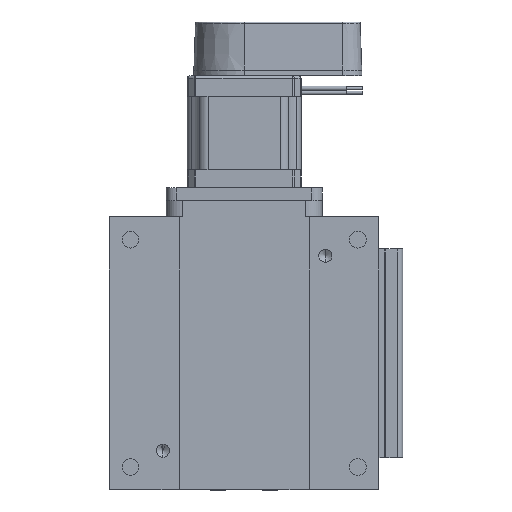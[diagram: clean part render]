
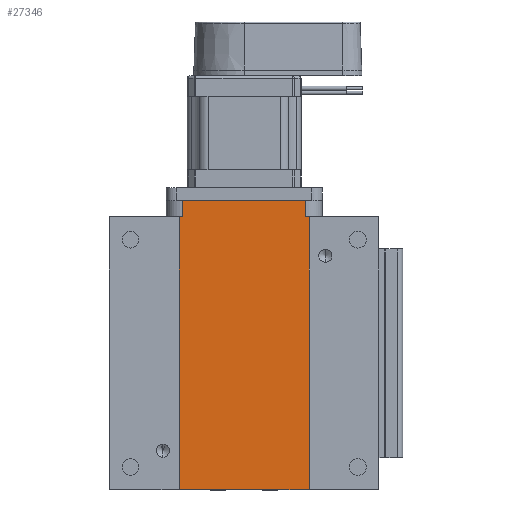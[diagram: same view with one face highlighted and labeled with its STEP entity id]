
A CAD part, front view. The second image highlights one B-rep face of the part: STEP entity #27346.
In plain terms, the highlighted planar face has unit normal (0, -1, 0).
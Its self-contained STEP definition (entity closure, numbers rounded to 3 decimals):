
#184 = ORIENTED_EDGE ( 'NONE', *, *, #32736, .F. ) ;
#974 = DIRECTION ( 'NONE',  ( 0., 0., -1. ) ) ;
#1188 = DIRECTION ( 'NONE',  ( 0., 0., -1. ) ) ;
#1896 = EDGE_CURVE ( 'NONE', #49048, #46594, #29633, .T. ) ;
#2217 = VERTEX_POINT ( 'NONE', #8761 ) ;
#2345 = DIRECTION ( 'NONE',  ( 0., 0., -1. ) ) ;
#2753 = ORIENTED_EDGE ( 'NONE', *, *, #1896, .T. ) ;
#5165 = DIRECTION ( 'NONE',  ( 1., 0., 0. ) ) ;
#6011 = DIRECTION ( 'NONE',  ( 1., 0., 0. ) ) ;
#6055 = DIRECTION ( 'NONE',  ( 1., 0., 0. ) ) ;
#7853 = DIRECTION ( 'NONE',  ( -1., 0., 0. ) ) ;
#8761 = CARTESIAN_POINT ( 'NONE',  ( 19., 0.25, 47. ) ) ;
#9251 = CARTESIAN_POINT ( 'NONE',  ( 19., 0.25, 42. ) ) ;
#9923 = LINE ( 'NONE', #29164, #10128 ) ;
#10128 = VECTOR ( 'NONE', #5165, 1000. ) ;
#11493 = VECTOR ( 'NONE', #6011, 1000. ) ;
#11792 = ORIENTED_EDGE ( 'NONE', *, *, #51614, .F. ) ;
#15174 = CARTESIAN_POINT ( 'NONE',  ( -19., 0.25, 47. ) ) ;
#16915 = CARTESIAN_POINT ( 'NONE',  ( 20., 0.25, 27.121 ) ) ;
#17248 = DIRECTION ( 'NONE',  ( 0., 0., -1. ) ) ;
#17922 = EDGE_CURVE ( 'NONE', #26157, #51235, #24980, .T. ) ;
#18908 = CARTESIAN_POINT ( 'NONE',  ( -20., 0.25, 42. ) ) ;
#19612 = LINE ( 'NONE', #15174, #11493 ) ;
#20168 = CARTESIAN_POINT ( 'NONE',  ( -19., 0.25, 42. ) ) ;
#22440 = ORIENTED_EDGE ( 'NONE', *, *, #17922, .F. ) ;
#23512 = VECTOR ( 'NONE', #6055, 1000. ) ;
#24282 = ORIENTED_EDGE ( 'NONE', *, *, #41989, .F. ) ;
#24980 = LINE ( 'NONE', #44354, #43033 ) ;
#25165 = VECTOR ( 'NONE', #7853, 1000. ) ;
#25753 = LINE ( 'NONE', #46422, #50666 ) ;
#26157 = VERTEX_POINT ( 'NONE', #60847 ) ;
#27346 = ADVANCED_FACE ( 'NONE', ( #47000 ), #46064, .T. ) ;
#28241 = CARTESIAN_POINT ( 'NONE',  ( 20., 0.25, -42. ) ) ;
#29164 = CARTESIAN_POINT ( 'NONE',  ( 20., 0.25, 42. ) ) ;
#29633 = LINE ( 'NONE', #30248, #47017 ) ;
#30053 = CARTESIAN_POINT ( 'NONE',  ( 20., 0.25, 42. ) ) ;
#30248 = CARTESIAN_POINT ( 'NONE',  ( -20., 0.25, 27.121 ) ) ;
#31451 = ORIENTED_EDGE ( 'NONE', *, *, #44147, .T. ) ;
#31754 = DIRECTION ( 'NONE',  ( 0., 0., -1. ) ) ;
#32736 = EDGE_CURVE ( 'NONE', #2217, #35665, #25753, .T. ) ;
#35108 = AXIS2_PLACEMENT_3D ( 'NONE', #16915, #42228, #2345 ) ;
#35665 = VERTEX_POINT ( 'NONE', #9251 ) ;
#35938 = EDGE_CURVE ( 'NONE', #35665, #26157, #36403, .T. ) ;
#36403 = LINE ( 'NONE', #30053, #23512 ) ;
#40419 = EDGE_LOOP ( 'NONE', ( #22440, #42556, #184, #60832, #31451, #24282, #2753, #11792 ) ) ;
#41989 = EDGE_CURVE ( 'NONE', #49048, #52006, #9923, .T. ) ;
#42228 = DIRECTION ( 'NONE',  ( 0., -1., 0. ) ) ;
#42556 = ORIENTED_EDGE ( 'NONE', *, *, #35938, .F. ) ;
#43033 = VECTOR ( 'NONE', #974, 1000. ) ;
#44147 = EDGE_CURVE ( 'NONE', #58514, #52006, #60606, .T. ) ;
#44354 = CARTESIAN_POINT ( 'NONE',  ( 20., 0.25, 27.121 ) ) ;
#46064 = PLANE ( 'NONE',  #35108 ) ;
#46184 = CARTESIAN_POINT ( 'NONE',  ( 20., 0.25, -42. ) ) ;
#46422 = CARTESIAN_POINT ( 'NONE',  ( 19., 0.25, 47. ) ) ;
#46594 = VERTEX_POINT ( 'NONE', #47184 ) ;
#46786 = LINE ( 'NONE', #46184, #25165 ) ;
#47000 = FACE_OUTER_BOUND ( 'NONE', #40419, .T. ) ;
#47017 = VECTOR ( 'NONE', #1188, 1000. ) ;
#47184 = CARTESIAN_POINT ( 'NONE',  ( -20., 0.25, -42. ) ) ;
#49048 = VERTEX_POINT ( 'NONE', #18908 ) ;
#50666 = VECTOR ( 'NONE', #17248, 1000. ) ;
#50876 = VECTOR ( 'NONE', #31754, 1000. ) ;
#51235 = VERTEX_POINT ( 'NONE', #28241 ) ;
#51421 = CARTESIAN_POINT ( 'NONE',  ( -19., 0.25, 47. ) ) ;
#51614 = EDGE_CURVE ( 'NONE', #51235, #46594, #46786, .T. ) ;
#52006 = VERTEX_POINT ( 'NONE', #20168 ) ;
#58514 = VERTEX_POINT ( 'NONE', #62169 ) ;
#58859 = EDGE_CURVE ( 'NONE', #58514, #2217, #19612, .T. ) ;
#60606 = LINE ( 'NONE', #51421, #50876 ) ;
#60832 = ORIENTED_EDGE ( 'NONE', *, *, #58859, .F. ) ;
#60847 = CARTESIAN_POINT ( 'NONE',  ( 20., 0.25, 42. ) ) ;
#62169 = CARTESIAN_POINT ( 'NONE',  ( -19., 0.25, 47. ) ) ;
